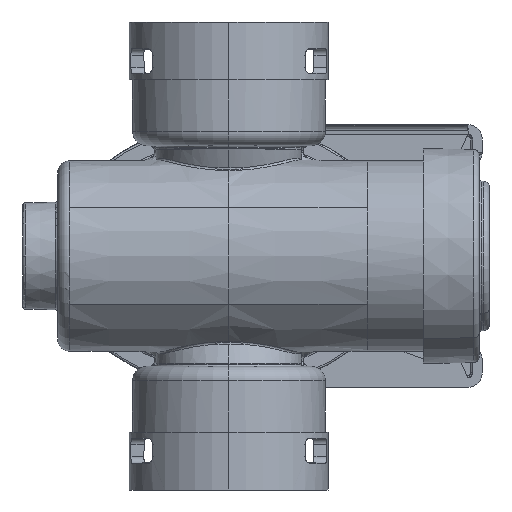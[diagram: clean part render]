
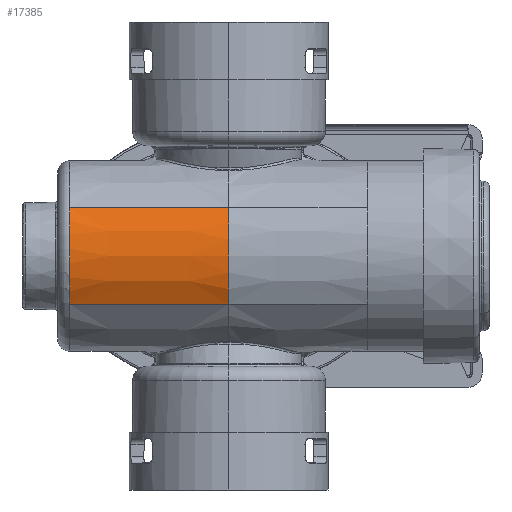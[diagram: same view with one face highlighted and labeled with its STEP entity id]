
A CAD part, front view. The second image highlights one B-rep face of the part: STEP entity #17385.
In plain terms, the highlighted conical face has half-angle 0.5 degrees and reference radius 8 mm.
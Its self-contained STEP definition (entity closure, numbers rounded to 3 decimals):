
#527 = CARTESIAN_POINT ( 'NONE',  ( -12.649, -6.8, -4. ) ) ;
#2222 = AXIS2_PLACEMENT_3D ( 'NONE', #31226, #30799, #4576 ) ;
#2655 = CIRCLE ( 'NONE', #42121, 8. ) ;
#4576 = DIRECTION ( 'NONE',  ( 0., 0., 1. ) ) ;
#5492 = CARTESIAN_POINT ( 'NONE',  ( -12.649, -6.8, 4. ) ) ;
#6916 = CARTESIAN_POINT ( 'NONE',  ( -11.531, -6.812, -4. ) ) ;
#7268 = B_SPLINE_CURVE_WITH_KNOTS ( 'NONE', 3,
 ( #17561, #13307, #26309, #6916, #19924, #527, #13513 ),
 .UNSPECIFIED., .F., .F.,
 ( 4, 3, 4 ),
 ( 0.044, 0.055, 0.057 ),
 .UNSPECIFIED. ) ;
#8158 = VERTEX_POINT ( 'NONE', #13663 ) ;
#11679 = CARTESIAN_POINT ( 'NONE',  ( 0., 0., 0. ) ) ;
#12516 = CARTESIAN_POINT ( 'NONE',  ( -11.531, -6.812, 4. ) ) ;
#13307 = CARTESIAN_POINT ( 'NONE',  ( -3.844, -6.889, -4. ) ) ;
#13513 = CARTESIAN_POINT ( 'NONE',  ( -13.209, -6.795, -4. ) ) ;
#13663 = CARTESIAN_POINT ( 'NONE',  ( -13.209, -6.795, -4. ) ) ;
#14811 = VERTEX_POINT ( 'NONE', #25995 ) ;
#15102 = DIRECTION ( 'NONE',  ( 0., 0., 1. ) ) ;
#15176 = EDGE_CURVE ( 'NONE', #29244, #14811, #2655, .T. ) ;
#16105 = ORIENTED_EDGE ( 'NONE', *, *, #42101, .F. ) ;
#17147 = CIRCLE ( 'NONE', #39645, 7.885 ) ;
#17385 = ADVANCED_FACE ( 'NONE', ( #20788 ), #33516, .T. ) ;
#17561 = CARTESIAN_POINT ( 'NONE',  ( 0., -6.928, -4. ) ) ;
#19037 = CARTESIAN_POINT ( 'NONE',  ( -13.209, -6.795, 4. ) ) ;
#19601 = EDGE_CURVE ( 'NONE', #38741, #8158, #17147, .T. ) ;
#19924 = CARTESIAN_POINT ( 'NONE',  ( -12.09, -6.806, -4. ) ) ;
#20788 = FACE_OUTER_BOUND ( 'NONE', #21161, .T. ) ;
#21161 = EDGE_LOOP ( 'NONE', ( #31130, #25162, #16105, #29944 ) ) ;
#22324 = CARTESIAN_POINT ( 'NONE',  ( -12.09, -6.806, 4. ) ) ;
#22386 = B_SPLINE_CURVE_WITH_KNOTS ( 'NONE', 3,
 ( #25308, #5492, #22324, #12516, #25724, #38751, #31282 ),
 .UNSPECIFIED., .F., .F.,
 ( 4, 3, 4 ),
 ( 0.014, 0.016, 0.027 ),
 .UNSPECIFIED. ) ;
#25162 = ORIENTED_EDGE ( 'NONE', *, *, #19601, .T. ) ;
#25308 = CARTESIAN_POINT ( 'NONE',  ( -13.209, -6.795, 4. ) ) ;
#25724 = CARTESIAN_POINT ( 'NONE',  ( -7.687, -6.851, 4. ) ) ;
#25995 = CARTESIAN_POINT ( 'NONE',  ( 0., -6.928, -4. ) ) ;
#26309 = CARTESIAN_POINT ( 'NONE',  ( -7.687, -6.851, -4. ) ) ;
#29244 = VERTEX_POINT ( 'NONE', #30514 ) ;
#29944 = ORIENTED_EDGE ( 'NONE', *, *, #15176, .F. ) ;
#30514 = CARTESIAN_POINT ( 'NONE',  ( 0., -6.928, 4. ) ) ;
#30799 = DIRECTION ( 'NONE',  ( 1., 0., 0. ) ) ;
#30874 = DIRECTION ( 'NONE',  ( 1., 0., 0. ) ) ;
#31130 = ORIENTED_EDGE ( 'NONE', *, *, #39377, .F. ) ;
#31226 = CARTESIAN_POINT ( 'NONE',  ( 0., 0., 0. ) ) ;
#31282 = CARTESIAN_POINT ( 'NONE',  ( 0., -6.928, 4. ) ) ;
#33516 = CONICAL_SURFACE ( 'NONE', #2222, 8., 0.009 ) ;
#34396 = CARTESIAN_POINT ( 'NONE',  ( -13.209, 0., 0. ) ) ;
#38741 = VERTEX_POINT ( 'NONE', #19037 ) ;
#38751 = CARTESIAN_POINT ( 'NONE',  ( -3.844, -6.889, 4. ) ) ;
#39377 = EDGE_CURVE ( 'NONE', #38741, #29244, #22386, .T. ) ;
#39645 = AXIS2_PLACEMENT_3D ( 'NONE', #34396, #41015, #40582 ) ;
#40582 = DIRECTION ( 'NONE',  ( 0., 0., -1. ) ) ;
#41015 = DIRECTION ( 'NONE',  ( 1., 0., 0. ) ) ;
#42101 = EDGE_CURVE ( 'NONE', #14811, #8158, #7268, .T. ) ;
#42121 = AXIS2_PLACEMENT_3D ( 'NONE', #11679, #30874, #15102 ) ;
